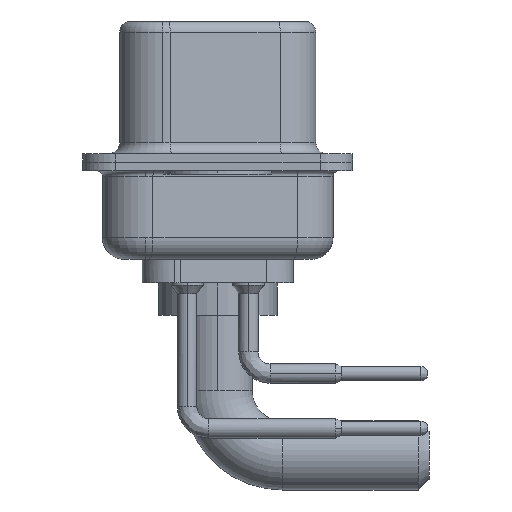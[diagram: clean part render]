
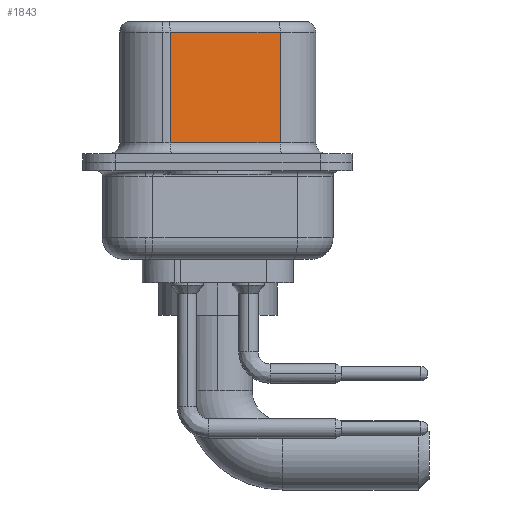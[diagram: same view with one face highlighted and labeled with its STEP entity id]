
A CAD part, left-side view. The second image highlights one B-rep face of the part: STEP entity #1843.
In plain terms, the highlighted planar face has unit normal (-0.985, -0.174, 0).
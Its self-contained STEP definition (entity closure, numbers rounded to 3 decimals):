
#5 = DIRECTION ( 'NONE',  ( 0., 0., -1. ) ) ;
#1502 = CARTESIAN_POINT ( 'NONE',  ( 4.58, -2.897, 6.52 ) ) ;
#1764 = ORIENTED_EDGE ( 'NONE', *, *, #2572, .T. ) ;
#1843 = ADVANCED_FACE ( 'NONE', ( #4195 ), #4372, .F. ) ;
#1954 = EDGE_CURVE ( 'NONE', #7594, #3124, #4645, .T. ) ;
#2239 = CARTESIAN_POINT ( 'NONE',  ( 4.58, -2.897, 6.02 ) ) ;
#2572 = EDGE_CURVE ( 'NONE', #4715, #8810, #15682, .T. ) ;
#3042 = DIRECTION ( 'NONE',  ( 0.985, 0.174, 0. ) ) ;
#3124 = VERTEX_POINT ( 'NONE', #9548 ) ;
#3209 = ORIENTED_EDGE ( 'NONE', *, *, #1954, .T. ) ;
#3755 = CARTESIAN_POINT ( 'NONE',  ( 4.58, -2.897, 6.02 ) ) ;
#4195 = FACE_OUTER_BOUND ( 'NONE', #14442, .T. ) ;
#4372 = PLANE ( 'NONE',  #11822 ) ;
#4435 = DIRECTION ( 'NONE',  ( 0., 0., -1. ) ) ;
#4645 = LINE ( 'NONE', #2239, #7257 ) ;
#4715 = VERTEX_POINT ( 'NONE', #12058 ) ;
#4844 = VECTOR ( 'NONE', #4435, 1000. ) ;
#7257 = VECTOR ( 'NONE', #7661, 1000. ) ;
#7594 = VERTEX_POINT ( 'NONE', #3755 ) ;
#7661 = DIRECTION ( 'NONE',  ( -0.174, 0.985, 0. ) ) ;
#8147 = VECTOR ( 'NONE', #11700, 1000. ) ;
#8191 = CARTESIAN_POINT ( 'NONE',  ( 3.68, 2.203, 6.52 ) ) ;
#8657 = CARTESIAN_POINT ( 'NONE',  ( 4.58, -2.897, 6.52 ) ) ;
#8721 = LINE ( 'NONE', #1502, #4844 ) ;
#8810 = VERTEX_POINT ( 'NONE', #10566 ) ;
#9548 = CARTESIAN_POINT ( 'NONE',  ( 3.68, 2.203, 6.02 ) ) ;
#9894 = EDGE_CURVE ( 'NONE', #7594, #8810, #8721, .T. ) ;
#10566 = CARTESIAN_POINT ( 'NONE',  ( 4.58, -2.897, 0.9 ) ) ;
#10888 = VECTOR ( 'NONE', #5, 1000. ) ;
#11700 = DIRECTION ( 'NONE',  ( 0.174, -0.985, 0. ) ) ;
#11822 = AXIS2_PLACEMENT_3D ( 'NONE', #8657, #3042, #13876 ) ;
#12058 = CARTESIAN_POINT ( 'NONE',  ( 3.68, 2.203, 0.9 ) ) ;
#12178 = LINE ( 'NONE', #8191, #10888 ) ;
#13122 = CARTESIAN_POINT ( 'NONE',  ( 4.58, -2.897, 0.9 ) ) ;
#13486 = ORIENTED_EDGE ( 'NONE', *, *, #9894, .F. ) ;
#13808 = ORIENTED_EDGE ( 'NONE', *, *, #16724, .T. ) ;
#13876 = DIRECTION ( 'NONE',  ( -0.174, 0.985, 0. ) ) ;
#14442 = EDGE_LOOP ( 'NONE', ( #13486, #3209, #13808, #1764 ) ) ;
#15682 = LINE ( 'NONE', #13122, #8147 ) ;
#16724 = EDGE_CURVE ( 'NONE', #3124, #4715, #12178, .T. ) ;
